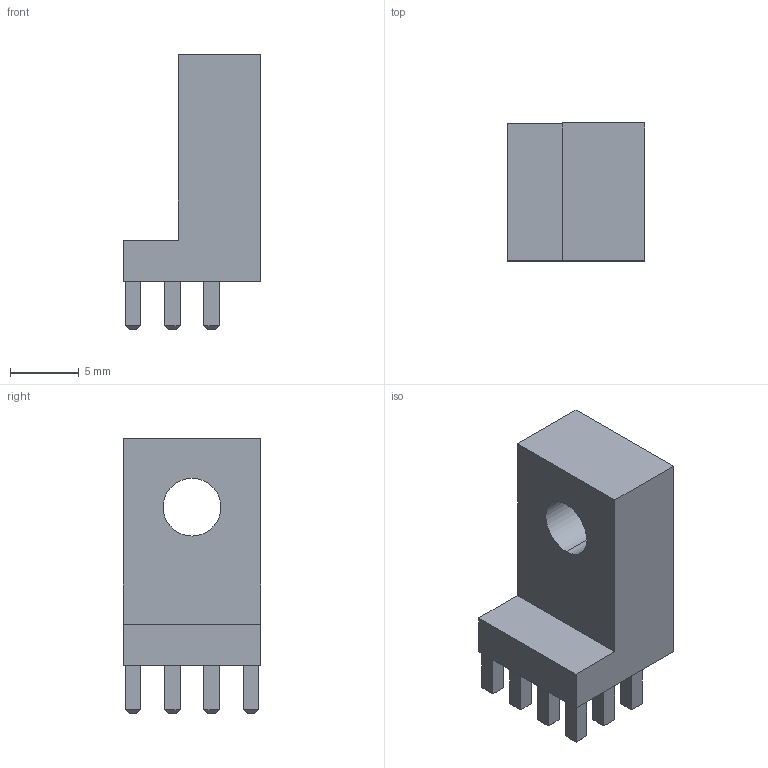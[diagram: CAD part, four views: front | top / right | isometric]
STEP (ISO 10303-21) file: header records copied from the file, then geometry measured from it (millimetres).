
FILE_DESCRIPTION (( 'STEP AP203' ), '1' );
FILE_NAME ('90896-A.STEP', '2013-12-17T15:42:26', ( 'Hajo' ), ( 'Microsoft' ), 'SwSTEP 2.0', 'SolidWorks 2011', '' );
FILE_SCHEMA (( 'CONFIG_CONTROL_DESIGN' ));
Length unit declared in the file: millimetre
Products named in the file (1): 90896-A
Bounding box: 10 x 10 x 20 mm (x, y, z)
Volume: 1078.5 mm3; surface area: 982 mm2
Topology: 1 solids, 1 shells, 118 faces, 264 edges, 160 vertices
Faces by surface type: plane 116, cylinder 2
Entity records: 3229 total; most frequent: CARTESIAN_POINT 543, ORIENTED_EDGE 528, DIRECTION 506, EDGE_CURVE 264, LINE 260, VECTOR 260, VERTEX_POINT 160, EDGE_LOOP 132
